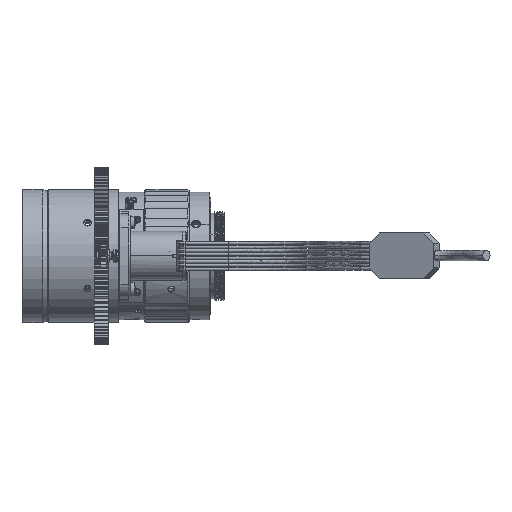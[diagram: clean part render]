
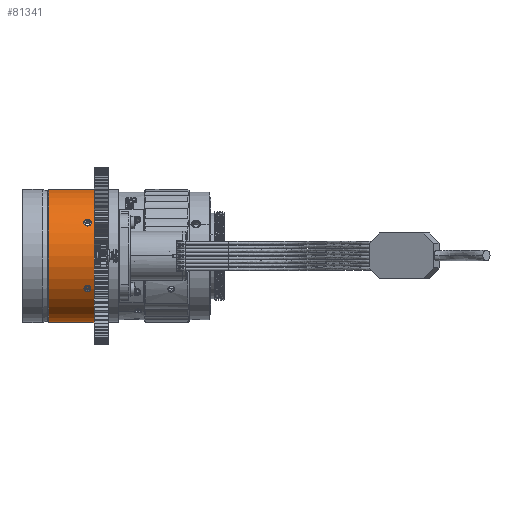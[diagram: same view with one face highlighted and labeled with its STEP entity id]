
A CAD part, top view. The second image highlights one B-rep face of the part: STEP entity #81341.
In plain terms, the highlighted cylindrical face has radius 19 mm (diameter 38 mm), a partial arc.
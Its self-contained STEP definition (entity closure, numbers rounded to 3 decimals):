
#81341 = ADVANCED_FACE('',(#81342,#81406),#81450,.T.);
#81342 = FACE_BOUND('',#81343,.T.);
#81343 = EDGE_LOOP('',(#81344,#81366,#81374,#81383,#81391,#81400));
#81344 = ORIENTED_EDGE('',*,*,#81345,.T.);
#81345 = EDGE_CURVE('',#81346,#81348,#81350,.T.);
#81346 = VERTEX_POINT('',#81347);
#81347 = CARTESIAN_POINT('',(-19.,9.48,0.));
#81348 = VERTEX_POINT('',#81349);
#81349 = CARTESIAN_POINT('',(-19.,7.28,0.));
#81350 = B_SPLINE_CURVE_WITH_KNOTS('',3,(#81351,#81352,#81353,#81354,
    #81355,#81356,#81357,#81358,#81359,#81360,#81361,#81362,#81363,
    #81364,#81365),.UNSPECIFIED.,.F.,.F.,(4,1,1,1,1,1,1,1,1,1,1,1,4),(0.
    ,0.083,0.167,0.25,0.333,
    0.417,0.5,0.583,0.667,0.75,0.833
    ,0.917,1.),.UNSPECIFIED.);
#81351 = CARTESIAN_POINT('',(-19.,9.48,0.));
#81352 = CARTESIAN_POINT('',(-19.,9.48,0.097));
#81353 = CARTESIAN_POINT('',(-18.999,9.455,
    0.285));
#81354 = CARTESIAN_POINT('',(-18.992,9.345,
    0.555));
#81355 = CARTESIAN_POINT('',(-18.984,9.168,
    0.786));
#81356 = CARTESIAN_POINT('',(-18.976,8.938,
    0.963));
#81357 = CARTESIAN_POINT('',(-18.97,8.668,
    1.075));
#81358 = CARTESIAN_POINT('',(-18.967,8.381,
    1.113));
#81359 = CARTESIAN_POINT('',(-18.97,8.092,
    1.075));
#81360 = CARTESIAN_POINT('',(-18.976,7.824,
    0.964));
#81361 = CARTESIAN_POINT('',(-18.984,7.593,
    0.786));
#81362 = CARTESIAN_POINT('',(-18.992,7.416,
    0.556));
#81363 = CARTESIAN_POINT('',(-18.999,7.305,
    0.285));
#81364 = CARTESIAN_POINT('',(-19.,7.28,0.097));
#81365 = CARTESIAN_POINT('',(-19.,7.28,0.));
#81366 = ORIENTED_EDGE('',*,*,#81367,.T.);
#81367 = EDGE_CURVE('',#81348,#81368,#81370,.T.);
#81368 = VERTEX_POINT('',#81369);
#81369 = CARTESIAN_POINT('',(-19.,6.5,0.));
#81370 = LINE('',#81371,#81372);
#81371 = CARTESIAN_POINT('',(-19.,7.28,0.));
#81372 = VECTOR('',#81373,1.);
#81373 = DIRECTION('',(0.,-1.,0.));
#81374 = ORIENTED_EDGE('',*,*,#81375,.F.);
#81375 = EDGE_CURVE('',#81376,#81368,#81378,.T.);
#81376 = VERTEX_POINT('',#81377);
#81377 = CARTESIAN_POINT('',(19.,6.5,0.));
#81378 = CIRCLE('',#81379,19.);
#81379 = AXIS2_PLACEMENT_3D('',#81380,#81381,#81382);
#81380 = CARTESIAN_POINT('',(0.,6.5,0.));
#81381 = DIRECTION('',(0.,-1.,0.));
#81382 = DIRECTION('',(1.,0.,0.));
#81383 = ORIENTED_EDGE('',*,*,#81384,.T.);
#81384 = EDGE_CURVE('',#81376,#81385,#81387,.T.);
#81385 = VERTEX_POINT('',#81386);
#81386 = CARTESIAN_POINT('',(19.,19.5,
    0.));
#81387 = LINE('',#81388,#81389);
#81388 = CARTESIAN_POINT('',(19.,6.5,0.));
#81389 = VECTOR('',#81390,1.);
#81390 = DIRECTION('',(0.,1.,0.));
#81391 = ORIENTED_EDGE('',*,*,#81392,.F.);
#81392 = EDGE_CURVE('',#81393,#81385,#81395,.T.);
#81393 = VERTEX_POINT('',#81394);
#81394 = CARTESIAN_POINT('',(-19.,19.5,
    0.));
#81395 = CIRCLE('',#81396,19.);
#81396 = AXIS2_PLACEMENT_3D('',#81397,#81398,#81399);
#81397 = CARTESIAN_POINT('',(0.,19.5,0.));
#81398 = DIRECTION('',(0.,1.,0.));
#81399 = DIRECTION('',(-1.,0.,0.));
#81400 = ORIENTED_EDGE('',*,*,#81401,.F.);
#81401 = EDGE_CURVE('',#81346,#81393,#81402,.T.);
#81402 = LINE('',#81403,#81404);
#81403 = CARTESIAN_POINT('',(-19.,9.48,0.));
#81404 = VECTOR('',#81405,1.);
#81405 = DIRECTION('',(0.,1.,0.));
#81406 = FACE_BOUND('',#81407,.T.);
#81407 = EDGE_LOOP('',(#81408,#81431));
#81408 = ORIENTED_EDGE('',*,*,#81409,.T.);
#81409 = EDGE_CURVE('',#81410,#81412,#81414,.T.);
#81410 = VERTEX_POINT('',#81411);
#81411 = CARTESIAN_POINT('',(9.5,9.48,16.454));
#81412 = VERTEX_POINT('',#81413);
#81413 = CARTESIAN_POINT('',(9.5,7.28,16.454));
#81414 = B_SPLINE_CURVE_WITH_KNOTS('',3,(#81415,#81416,#81417,#81418,
    #81419,#81420,#81421,#81422,#81423,#81424,#81425,#81426,#81427,
    #81428,#81429,#81430),.UNSPECIFIED.,.F.,.F.,(4,1,1,1,1,1,1,1,1,1,1,1
    ,1,4),(0.,0.077,0.154,0.231,
    0.308,0.385,0.462,0.538,
    0.615,0.692,0.769,0.846,
    0.923,1.),.UNSPECIFIED.);
#81415 = CARTESIAN_POINT('',(9.5,9.48,16.454));
#81416 = CARTESIAN_POINT('',(9.574,9.48,16.412));
#81417 = CARTESIAN_POINT('',(9.719,9.461,16.327
    ));
#81418 = CARTESIAN_POINT('',(9.938,9.367,
    16.194));
#81419 = CARTESIAN_POINT('',(10.125,9.218,
    16.078));
#81420 = CARTESIAN_POINT('',(10.275,9.02,15.982
    ));
#81421 = CARTESIAN_POINT('',(10.38,8.79,
    15.914));
#81422 = CARTESIAN_POINT('',(10.437,8.53,15.877
    ));
#81423 = CARTESIAN_POINT('',(10.441,8.264,15.874
    ));
#81424 = CARTESIAN_POINT('',(10.389,7.995,
    15.909));
#81425 = CARTESIAN_POINT('',(10.285,7.756,15.976
    ));
#81426 = CARTESIAN_POINT('',(10.134,7.552,16.072
    ));
#81427 = CARTESIAN_POINT('',(9.947,7.397,
    16.189));
#81428 = CARTESIAN_POINT('',(9.722,7.299,
    16.325));
#81429 = CARTESIAN_POINT('',(9.575,7.28,16.411));
#81430 = CARTESIAN_POINT('',(9.5,7.28,16.454));
#81431 = ORIENTED_EDGE('',*,*,#81432,.T.);
#81432 = EDGE_CURVE('',#81412,#81410,#81433,.T.);
#81433 = B_SPLINE_CURVE_WITH_KNOTS('',3,(#81434,#81435,#81436,#81437,
    #81438,#81439,#81440,#81441,#81442,#81443,#81444,#81445,#81446,
    #81447,#81448,#81449),.UNSPECIFIED.,.F.,.F.,(4,1,1,1,1,1,1,1,1,1,1,1
    ,1,4),(0.,0.077,0.154,0.231,
    0.308,0.385,0.462,0.538,
    0.615,0.692,0.769,0.846,
    0.923,1.),.UNSPECIFIED.);
#81434 = CARTESIAN_POINT('',(9.5,7.28,16.454));
#81435 = CARTESIAN_POINT('',(9.427,7.28,16.497));
#81436 = CARTESIAN_POINT('',(9.284,7.298,
    16.578));
#81437 = CARTESIAN_POINT('',(9.066,7.387,16.698
    ));
#81438 = CARTESIAN_POINT('',(8.876,7.529,
    16.8));
#81439 = CARTESIAN_POINT('',(8.719,7.717,
    16.882));
#81440 = CARTESIAN_POINT('',(8.607,7.934,16.939
    ));
#81441 = CARTESIAN_POINT('',(8.539,8.18,16.973
    ));
#81442 = CARTESIAN_POINT('',(8.523,8.442,
    16.981));
#81443 = CARTESIAN_POINT('',(8.568,8.721,
    16.958));
#81444 = CARTESIAN_POINT('',(8.675,8.976,
    16.904));
#81445 = CARTESIAN_POINT('',(8.835,9.192,16.821
    ));
#81446 = CARTESIAN_POINT('',(9.033,9.355,
    16.716));
#81447 = CARTESIAN_POINT('',(9.263,9.457,
    16.59));
#81448 = CARTESIAN_POINT('',(9.419,9.48,16.501));
#81449 = CARTESIAN_POINT('',(9.5,9.48,16.454));
#81450 = CYLINDRICAL_SURFACE('',#81451,19.);
#81451 = AXIS2_PLACEMENT_3D('',#81452,#81453,#81454);
#81452 = CARTESIAN_POINT('',(0.,20.71,0.));
#81453 = DIRECTION('',(0.,-1.,0.));
#81454 = DIRECTION('',(-1.,0.,0.));
